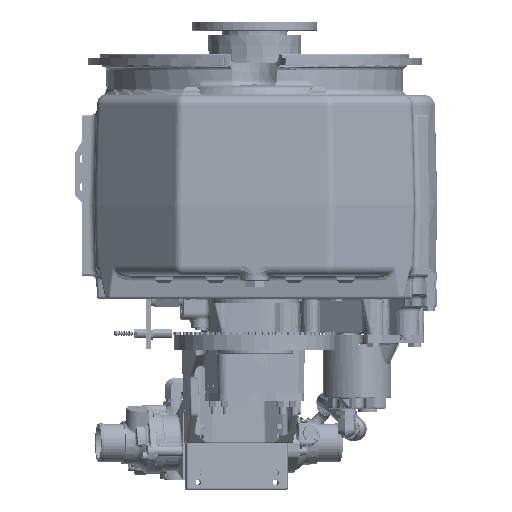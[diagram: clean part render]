
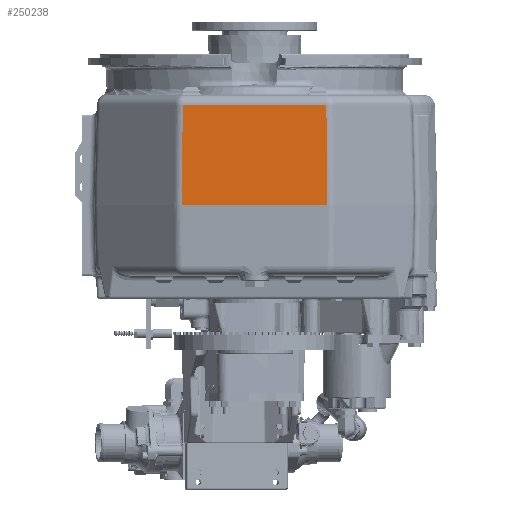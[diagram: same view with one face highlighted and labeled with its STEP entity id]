
A CAD part, front view. The second image highlights one B-rep face of the part: STEP entity #250238.
In plain terms, the highlighted planar face has unit normal (0, -1, 0.026).
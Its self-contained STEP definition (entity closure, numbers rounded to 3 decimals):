
#7087 = EDGE_LOOP ( 'NONE', ( #242632, #242636, #242640, #242643 ) ) ;
#85779 = CARTESIAN_POINT ( 'NONE',  ( -120.413, -530.265, -243.295 ) ) ;
#85782 = CARTESIAN_POINT ( 'NONE',  ( 120.413, -530.265, -243.295 ) ) ;
#85789 = CARTESIAN_POINT ( 'NONE',  ( -118.618, -525.933, -77.85 ) ) ;
#85796 = CARTESIAN_POINT ( 'NONE',  ( 118.618, -525.933, -77.85 ) ) ;
#112698 = VECTOR ( 'NONE', #162402, 1000. ) ;
#112760 = LINE ( 'NONE', #162332, #112698 ) ;
#162332 = CARTESIAN_POINT ( 'NONE',  ( 120.399, -530.231, -241.99 ) ) ;
#162402 = DIRECTION ( 'NONE',  ( -0.011, 0.026, 1. ) ) ;
#178580 = EDGE_CURVE ( 'NONE', #236256, #236250, #683170, .T. ) ;
#236242 = VERTEX_POINT ( 'NONE', #85779 ) ;
#236245 = VERTEX_POINT ( 'NONE', #85782 ) ;
#236250 = VERTEX_POINT ( 'NONE', #85789 ) ;
#236256 = VERTEX_POINT ( 'NONE', #85796 ) ;
#242632 = ORIENTED_EDGE ( 'NONE', *, *, #413767, .T. ) ;
#242636 = ORIENTED_EDGE ( 'NONE', *, *, #178580, .T. ) ;
#242640 = ORIENTED_EDGE ( 'NONE', *, *, #553317, .T. ) ;
#242643 = ORIENTED_EDGE ( 'NONE', *, *, #735223, .F. ) ;
#250238 = ADVANCED_FACE ( 'NONE', ( #497561 ), #523577, .T. ) ;
#399797 = LINE ( 'NONE', #443246, #399801 ) ;
#399801 = VECTOR ( 'NONE', #443249, 1000. ) ;
#413767 = EDGE_CURVE ( 'NONE', #236245, #236256, #112760, .T. ) ;
#443246 = CARTESIAN_POINT ( 'NONE',  ( -120.399, -530.231, -241.99 ) ) ;
#443249 = DIRECTION ( 'NONE',  ( -0.011, -0.026, -1. ) ) ;
#449573 = LINE ( 'NONE', #545651, #449577 ) ;
#449577 = VECTOR ( 'NONE', #545658, 1000. ) ;
#497561 = FACE_OUTER_BOUND ( 'NONE', #7087, .T. ) ;
#518232 = AXIS2_PLACEMENT_3D ( 'NONE', #523574, #523606, #523609 ) ;
#523574 = CARTESIAN_POINT ( 'NONE',  ( 0., -530.265, -243.295 ) ) ;
#523577 = PLANE ( 'NONE',  #518232 ) ;
#523606 = DIRECTION ( 'NONE',  ( 0., -1., 0.026 ) ) ;
#523609 = DIRECTION ( 'NONE',  ( 0., -0.026, -1. ) ) ;
#545651 = CARTESIAN_POINT ( 'NONE',  ( 0., -530.265, -243.295 ) ) ;
#545658 = DIRECTION ( 'NONE',  ( -1., 0., 0. ) ) ;
#553317 = EDGE_CURVE ( 'NONE', #236250, #236242, #399797, .T. ) ;
#678103 = CARTESIAN_POINT ( 'NONE',  ( 0., -525.933, -77.85 ) ) ;
#678109 = DIRECTION ( 'NONE',  ( -1., 0., 0. ) ) ;
#683170 = LINE ( 'NONE', #678103, #683175 ) ;
#683175 = VECTOR ( 'NONE', #678109, 1000. ) ;
#735223 = EDGE_CURVE ( 'NONE', #236245, #236242, #449573, .T. ) ;
